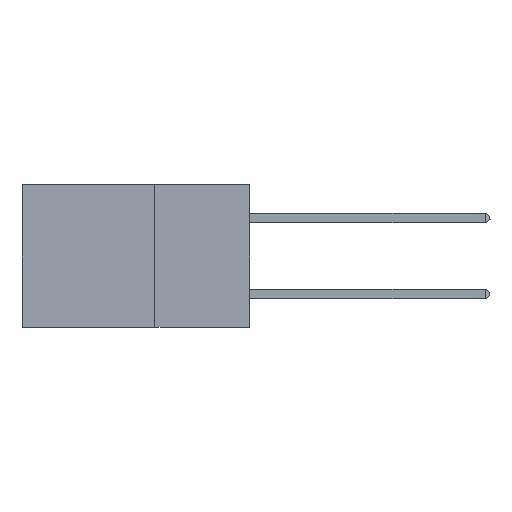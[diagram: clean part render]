
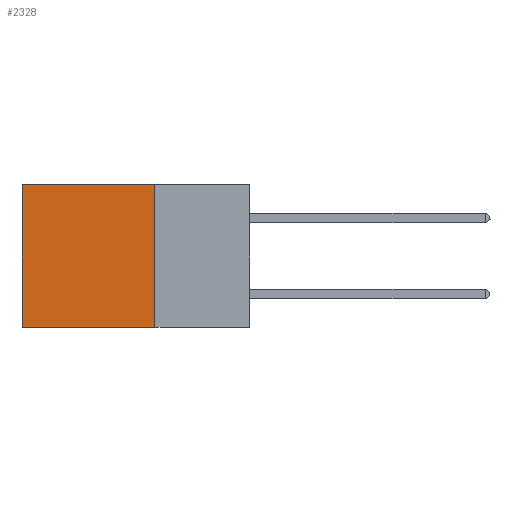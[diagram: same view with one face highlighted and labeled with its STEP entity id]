
A CAD part, left-side view. The second image highlights one B-rep face of the part: STEP entity #2328.
In plain terms, the highlighted planar face has unit normal (-1, 0, 0).
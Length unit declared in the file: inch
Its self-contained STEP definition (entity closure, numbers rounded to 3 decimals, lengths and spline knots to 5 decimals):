
#292 = CARTESIAN_POINT ( 'NONE',  ( 0.2875, 0.6, -0.375 ) ) ;
#481 = EDGE_CURVE ( 'NONE', #9567, #889, #13063, .T. ) ;
#495 = ORIENTED_EDGE ( 'NONE', *, *, #481, .T. ) ;
#632 = CARTESIAN_POINT ( 'NONE',  ( 0.2875, 0.25, -0.375 ) ) ;
#889 = VERTEX_POINT ( 'NONE', #8581 ) ;
#1834 = FACE_OUTER_BOUND ( 'NONE', #13672, .T. ) ;
#2020 = VERTEX_POINT ( 'NONE', #2317 ) ;
#2317 = CARTESIAN_POINT ( 'NONE',  ( 0.2875, 0.25, -0.375 ) ) ;
#2328 = ADVANCED_FACE ( 'NONE', ( #1834 ), #9510, .F. ) ;
#2502 = VECTOR ( 'NONE', #9808, 39.37008 ) ;
#2585 = EDGE_CURVE ( 'NONE', #2020, #11482, #7903, .T. ) ;
#2887 = CARTESIAN_POINT ( 'NONE',  ( 0.2875, 0.25, -0.375 ) ) ;
#3534 = CARTESIAN_POINT ( 'NONE',  ( 0.2875, 0.6, -0.375 ) ) ;
#3902 = DIRECTION ( 'NONE',  ( 0., 0., -1. ) ) ;
#4800 = VECTOR ( 'NONE', #5856, 39.37008 ) ;
#5300 = AXIS2_PLACEMENT_3D ( 'NONE', #10487, #12625, #3902 ) ;
#5630 = DIRECTION ( 'NONE',  ( 0., 0., -1. ) ) ;
#5856 = DIRECTION ( 'NONE',  ( 0., 0., -1. ) ) ;
#6208 = ORIENTED_EDGE ( 'NONE', *, *, #13061, .T. ) ;
#6215 = ORIENTED_EDGE ( 'NONE', *, *, #2585, .F. ) ;
#6659 = CARTESIAN_POINT ( 'NONE',  ( 0.2875, 0.25, 0. ) ) ;
#6734 = ORIENTED_EDGE ( 'NONE', *, *, #8632, .F. ) ;
#7903 = LINE ( 'NONE', #632, #10842 ) ;
#8266 = VECTOR ( 'NONE', #5630, 39.37008 ) ;
#8581 = CARTESIAN_POINT ( 'NONE',  ( 0.2875, 0.6, 0. ) ) ;
#8632 = EDGE_CURVE ( 'NONE', #9567, #2020, #13424, .T. ) ;
#9510 = PLANE ( 'NONE',  #5300 ) ;
#9567 = VERTEX_POINT ( 'NONE', #6659 ) ;
#9796 = LINE ( 'NONE', #292, #8266 ) ;
#9808 = DIRECTION ( 'NONE',  ( 0., 1., 0. ) ) ;
#10487 = CARTESIAN_POINT ( 'NONE',  ( 0.2875, 0.25, -0.375 ) ) ;
#10842 = VECTOR ( 'NONE', #12210, 39.37008 ) ;
#11482 = VERTEX_POINT ( 'NONE', #3534 ) ;
#11880 = CARTESIAN_POINT ( 'NONE',  ( 0.2875, 0.25, 0. ) ) ;
#12210 = DIRECTION ( 'NONE',  ( 0., 1., 0. ) ) ;
#12625 = DIRECTION ( 'NONE',  ( 1., 0., 0. ) ) ;
#13061 = EDGE_CURVE ( 'NONE', #889, #11482, #9796, .T. ) ;
#13063 = LINE ( 'NONE', #11880, #2502 ) ;
#13424 = LINE ( 'NONE', #2887, #4800 ) ;
#13672 = EDGE_LOOP ( 'NONE', ( #6208, #6215, #6734, #495 ) ) ;
